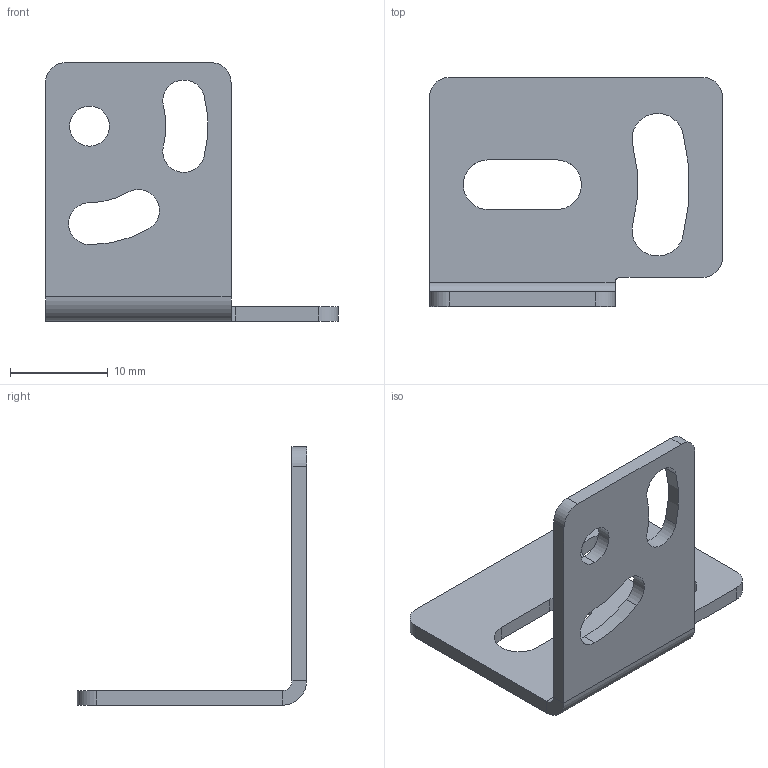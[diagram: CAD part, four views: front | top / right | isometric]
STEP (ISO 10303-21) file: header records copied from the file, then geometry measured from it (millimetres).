
FILE_DESCRIPTION((''),'2;1');
FILE_NAME('04AW29_HWK_MLV12','2016-06-16T',('cglaue'),(''),'PRO/ENGINEER BY PARAMETRIC TECHNOLOGY CORPORATION, 2015440','PRO/ENGINEER BY PARAMETRIC TECHNOLOGY CORPORATION, 2015440','');
FILE_SCHEMA(('CONFIG_CONTROL_DESIGN'));
Length unit declared in the file: millimetre
Products named in the file (1): 04AW29_HWK_MLV12
Bounding box: 30 x 23.5 x 26.5 mm (x, y, z)
Volume: 1369.6 mm3; surface area: 2242.2 mm2
Topology: 1 solids, 1 shells, 39 faces, 103 edges, 66 vertices
Faces by surface type: cylinder 24, plane 15
Entity records: 1311 total; most frequent: DIRECTION 229, CARTESIAN_POINT 208, ORIENTED_EDGE 206, EDGE_CURVE 103, AXIS2_PLACEMENT_3D 87, VERTEX_POINT 66, VECTOR 55, LINE 55
